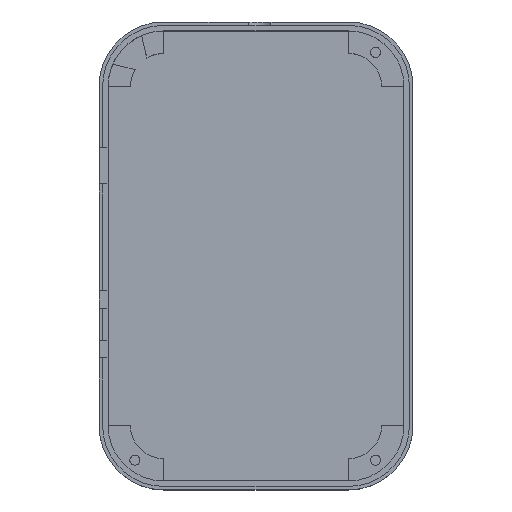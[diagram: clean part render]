
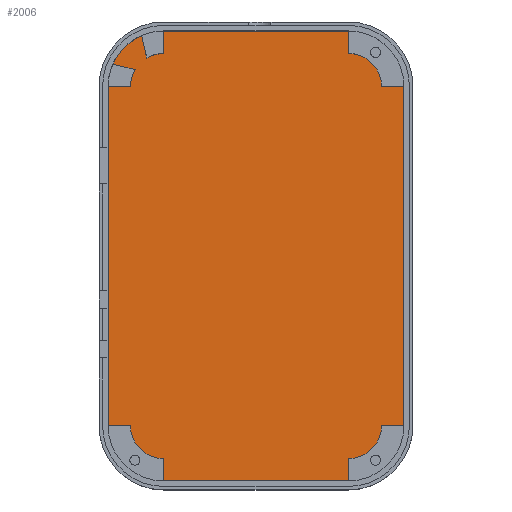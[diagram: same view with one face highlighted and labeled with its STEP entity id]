
A CAD part, top view. The second image highlights one B-rep face of the part: STEP entity #2006.
In plain terms, the highlighted planar face has unit normal (0, 0, 1).
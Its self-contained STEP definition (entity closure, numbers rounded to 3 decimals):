
#1362 = VERTEX_POINT('',#1363);
#1363 = CARTESIAN_POINT('',(-26.4,-30.25,1.65));
#1369 = EDGE_CURVE('',#1370,#1362,#1372,.T.);
#1370 = VERTEX_POINT('',#1371);
#1371 = CARTESIAN_POINT('',(-26.4,30.25,1.65));
#1372 = LINE('',#1373,#1374);
#1373 = CARTESIAN_POINT('',(-26.4,30.25,1.65));
#1374 = VECTOR('',#1375,1.);
#1375 = DIRECTION('',(0.,-1.,0.));
#1884 = VERTEX_POINT('',#1885);
#1885 = CARTESIAN_POINT('',(-16.5,40.15,1.65));
#1891 = EDGE_CURVE('',#1892,#1884,#1894,.T.);
#1892 = VERTEX_POINT('',#1893);
#1893 = CARTESIAN_POINT('',(16.5,40.15,1.65));
#1894 = LINE('',#1895,#1896);
#1895 = CARTESIAN_POINT('',(16.5,40.15,1.65));
#1896 = VECTOR('',#1897,1.);
#1897 = DIRECTION('',(-1.,0.,0.));
#1927 = EDGE_CURVE('',#1928,#1930,#1932,.T.);
#1928 = VERTEX_POINT('',#1929);
#1929 = CARTESIAN_POINT('',(-20.418,39.342,1.65));
#1930 = VERTEX_POINT('',#1931);
#1931 = CARTESIAN_POINT('',(-25.556,34.25,1.65));
#1932 = CIRCLE('',#1933,9.9);
#1933 = AXIS2_PLACEMENT_3D('',#1934,#1935,#1936);
#1934 = CARTESIAN_POINT('',(-16.5,30.25,1.65));
#1935 = DIRECTION('',(0.,0.,1.));
#1936 = DIRECTION('',(1.,0.,0.));
#1979 = EDGE_CURVE('',#1370,#1980,#1982,.T.);
#1980 = VERTEX_POINT('',#1981);
#1981 = CARTESIAN_POINT('',(-22.4,30.25,1.65));
#1982 = LINE('',#1983,#1984);
#1983 = CARTESIAN_POINT('',(-11.2,30.25,1.65));
#1984 = VECTOR('',#1985,1.);
#1985 = DIRECTION('',(1.,0.,0.));
#2006 = ADVANCED_FACE('',(#2007),#2140,.T.);
#2007 = FACE_BOUND('',#2008,.T.);
#2008 = EDGE_LOOP('',(#2009,#2010,#2011,#2019,#2028,#2036,#2044,#2052,
    #2061,#2069,#2077,#2085,#2094,#2100,#2101,#2109,#2118,#2124,#2125,
    #2133));
#2009 = ORIENTED_EDGE('',*,*,#1979,.F.);
#2010 = ORIENTED_EDGE('',*,*,#1369,.T.);
#2011 = ORIENTED_EDGE('',*,*,#2012,.T.);
#2012 = EDGE_CURVE('',#1362,#2013,#2015,.T.);
#2013 = VERTEX_POINT('',#2014);
#2014 = CARTESIAN_POINT('',(-22.4,-30.25,1.65));
#2015 = LINE('',#2016,#2017);
#2016 = CARTESIAN_POINT('',(-11.2,-30.25,1.65));
#2017 = VECTOR('',#2018,1.);
#2018 = DIRECTION('',(1.,0.,0.));
#2019 = ORIENTED_EDGE('',*,*,#2020,.F.);
#2020 = EDGE_CURVE('',#2021,#2013,#2023,.T.);
#2021 = VERTEX_POINT('',#2022);
#2022 = CARTESIAN_POINT('',(-16.5,-36.15,1.65));
#2023 = CIRCLE('',#2024,5.9);
#2024 = AXIS2_PLACEMENT_3D('',#2025,#2026,#2027);
#2025 = CARTESIAN_POINT('',(-16.5,-30.25,1.65));
#2026 = DIRECTION('',(0.,0.,-1.));
#2027 = DIRECTION('',(1.,0.,0.));
#2028 = ORIENTED_EDGE('',*,*,#2029,.F.);
#2029 = EDGE_CURVE('',#2030,#2021,#2032,.T.);
#2030 = VERTEX_POINT('',#2031);
#2031 = CARTESIAN_POINT('',(-16.5,-40.15,1.65));
#2032 = LINE('',#2033,#2034);
#2033 = CARTESIAN_POINT('',(-16.5,-18.075,1.65));
#2034 = VECTOR('',#2035,1.);
#2035 = DIRECTION('',(0.,1.,0.));
#2036 = ORIENTED_EDGE('',*,*,#2037,.T.);
#2037 = EDGE_CURVE('',#2030,#2038,#2040,.T.);
#2038 = VERTEX_POINT('',#2039);
#2039 = CARTESIAN_POINT('',(16.5,-40.15,1.65));
#2040 = LINE('',#2041,#2042);
#2041 = CARTESIAN_POINT('',(-16.5,-40.15,1.65));
#2042 = VECTOR('',#2043,1.);
#2043 = DIRECTION('',(1.,0.,0.));
#2044 = ORIENTED_EDGE('',*,*,#2045,.T.);
#2045 = EDGE_CURVE('',#2038,#2046,#2048,.T.);
#2046 = VERTEX_POINT('',#2047);
#2047 = CARTESIAN_POINT('',(16.5,-36.15,1.65));
#2048 = LINE('',#2049,#2050);
#2049 = CARTESIAN_POINT('',(16.5,-18.075,1.65));
#2050 = VECTOR('',#2051,1.);
#2051 = DIRECTION('',(0.,1.,0.));
#2052 = ORIENTED_EDGE('',*,*,#2053,.F.);
#2053 = EDGE_CURVE('',#2054,#2046,#2056,.T.);
#2054 = VERTEX_POINT('',#2055);
#2055 = CARTESIAN_POINT('',(22.4,-30.25,1.65));
#2056 = CIRCLE('',#2057,5.9);
#2057 = AXIS2_PLACEMENT_3D('',#2058,#2059,#2060);
#2058 = CARTESIAN_POINT('',(16.5,-30.25,1.65));
#2059 = DIRECTION('',(0.,0.,-1.));
#2060 = DIRECTION('',(1.,0.,0.));
#2061 = ORIENTED_EDGE('',*,*,#2062,.F.);
#2062 = EDGE_CURVE('',#2063,#2054,#2065,.T.);
#2063 = VERTEX_POINT('',#2064);
#2064 = CARTESIAN_POINT('',(26.4,-30.25,1.65));
#2065 = LINE('',#2066,#2067);
#2066 = CARTESIAN_POINT('',(11.2,-30.25,1.65));
#2067 = VECTOR('',#2068,1.);
#2068 = DIRECTION('',(-1.,0.,0.));
#2069 = ORIENTED_EDGE('',*,*,#2070,.T.);
#2070 = EDGE_CURVE('',#2063,#2071,#2073,.T.);
#2071 = VERTEX_POINT('',#2072);
#2072 = CARTESIAN_POINT('',(26.4,30.25,1.65));
#2073 = LINE('',#2074,#2075);
#2074 = CARTESIAN_POINT('',(26.4,-30.25,1.65));
#2075 = VECTOR('',#2076,1.);
#2076 = DIRECTION('',(0.,1.,0.));
#2077 = ORIENTED_EDGE('',*,*,#2078,.F.);
#2078 = EDGE_CURVE('',#2079,#2071,#2081,.T.);
#2079 = VERTEX_POINT('',#2080);
#2080 = CARTESIAN_POINT('',(22.4,30.25,1.65));
#2081 = LINE('',#2082,#2083);
#2082 = CARTESIAN_POINT('',(13.2,30.25,1.65));
#2083 = VECTOR('',#2084,1.);
#2084 = DIRECTION('',(1.,0.,0.));
#2085 = ORIENTED_EDGE('',*,*,#2086,.F.);
#2086 = EDGE_CURVE('',#2087,#2079,#2089,.T.);
#2087 = VERTEX_POINT('',#2088);
#2088 = CARTESIAN_POINT('',(16.5,36.15,1.65));
#2089 = CIRCLE('',#2090,5.9);
#2090 = AXIS2_PLACEMENT_3D('',#2091,#2092,#2093);
#2091 = CARTESIAN_POINT('',(16.5,30.25,1.65));
#2092 = DIRECTION('',(0.,0.,-1.));
#2093 = DIRECTION('',(1.,0.,0.));
#2094 = ORIENTED_EDGE('',*,*,#2095,.T.);
#2095 = EDGE_CURVE('',#2087,#1892,#2096,.T.);
#2096 = LINE('',#2097,#2098);
#2097 = CARTESIAN_POINT('',(16.5,20.075,1.65));
#2098 = VECTOR('',#2099,1.);
#2099 = DIRECTION('',(0.,1.,0.));
#2100 = ORIENTED_EDGE('',*,*,#1891,.T.);
#2101 = ORIENTED_EDGE('',*,*,#2102,.F.);
#2102 = EDGE_CURVE('',#2103,#1884,#2105,.T.);
#2103 = VERTEX_POINT('',#2104);
#2104 = CARTESIAN_POINT('',(-16.5,36.15,1.65));
#2105 = LINE('',#2106,#2107);
#2106 = CARTESIAN_POINT('',(-16.5,20.075,1.65));
#2107 = VECTOR('',#2108,1.);
#2108 = DIRECTION('',(0.,1.,0.));
#2109 = ORIENTED_EDGE('',*,*,#2110,.F.);
#2110 = EDGE_CURVE('',#2111,#2103,#2113,.T.);
#2111 = VERTEX_POINT('',#2112);
#2112 = CARTESIAN_POINT('',(-19.5,35.33,1.65));
#2113 = CIRCLE('',#2114,5.9);
#2114 = AXIS2_PLACEMENT_3D('',#2115,#2116,#2117);
#2115 = CARTESIAN_POINT('',(-16.5,30.25,1.65));
#2116 = DIRECTION('',(0.,0.,-1.));
#2117 = DIRECTION('',(1.,0.,0.));
#2118 = ORIENTED_EDGE('',*,*,#2119,.T.);
#2119 = EDGE_CURVE('',#2111,#1928,#2120,.T.);
#2120 = LINE('',#2121,#2122);
#2121 = CARTESIAN_POINT('',(-15.635,18.43,1.65));
#2122 = VECTOR('',#2123,1.);
#2123 = DIRECTION('',(-0.223,0.975,0.));
#2124 = ORIENTED_EDGE('',*,*,#1927,.T.);
#2125 = ORIENTED_EDGE('',*,*,#2126,.F.);
#2126 = EDGE_CURVE('',#2127,#1930,#2129,.T.);
#2127 = VERTEX_POINT('',#2128);
#2128 = CARTESIAN_POINT('',(-21.58,33.25,1.65));
#2129 = LINE('',#2130,#2131);
#2130 = CARTESIAN_POINT('',(-9.487,30.208,1.65));
#2131 = VECTOR('',#2132,1.);
#2132 = DIRECTION('',(-0.97,0.244,0.));
#2133 = ORIENTED_EDGE('',*,*,#2134,.F.);
#2134 = EDGE_CURVE('',#1980,#2127,#2135,.T.);
#2135 = CIRCLE('',#2136,5.9);
#2136 = AXIS2_PLACEMENT_3D('',#2137,#2138,#2139);
#2137 = CARTESIAN_POINT('',(-16.5,30.25,1.65));
#2138 = DIRECTION('',(0.,0.,-1.));
#2139 = DIRECTION('',(1.,0.,0.));
#2140 = PLANE('',#2141);
#2141 = AXIS2_PLACEMENT_3D('',#2142,#2143,#2144);
#2142 = CARTESIAN_POINT('',(0.,0.,1.65));
#2143 = DIRECTION('',(0.,0.,1.));
#2144 = DIRECTION('',(1.,0.,0.));
